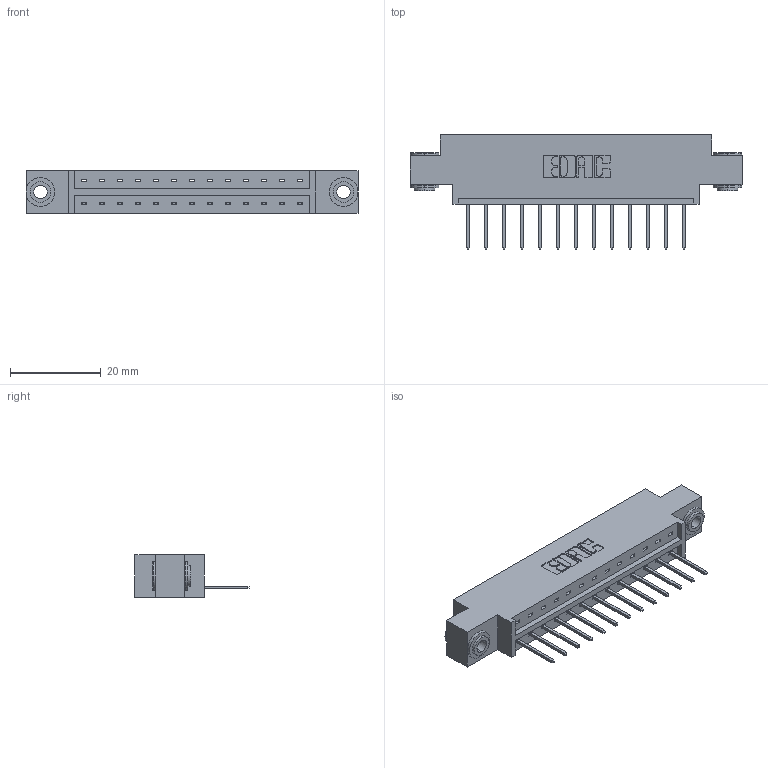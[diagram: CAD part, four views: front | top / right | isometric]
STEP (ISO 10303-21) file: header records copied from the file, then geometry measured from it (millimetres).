
FILE_DESCRIPTION (( 'STEP AP203' ), '1' );
FILE_NAME ('333-013-523-603.STEP', '2018-08-01T01:18:23', ( '' ), ( '' ), 'SwSTEP 2.0', 'SolidWorks 2016', '' );
FILE_SCHEMA (( 'CONFIG_CONTROL_DESIGN' ));
Length unit declared in the file: inch
Products named in the file (4): 345-292-001_345-293-123; 345-250-002_345-250-002-102; 333-013-523-603; 333 Part_Offset - .156 Dia - TH
Assembly tree (16 placements, depth 2):
  333-013-523-603
    333 Part_Offset - .156 Dia - TH
    345-292-001_345-293-123  x13
    345-250-002_345-250-002-102  x2
Bounding box: 73.05 x 25.15 x 9.4 mm (x, y, z)
Volume: 6888.1 mm3; surface area: 7701.9 mm2
Topology: 16 solids, 16 shells, 910 faces, 2687 edges, 1770 vertices
Faces by surface type: plane 630, cylinder 272, cone 8
Entity records: 12498 total; most frequent: CARTESIAN_POINT 2140, ORIENTED_EDGE 2082, DIRECTION 1897, EDGE_CURVE 1041, LINE 889, VECTOR 889, VERTEX_POINT 690, AXIS2_PLACEMENT_3D 504
